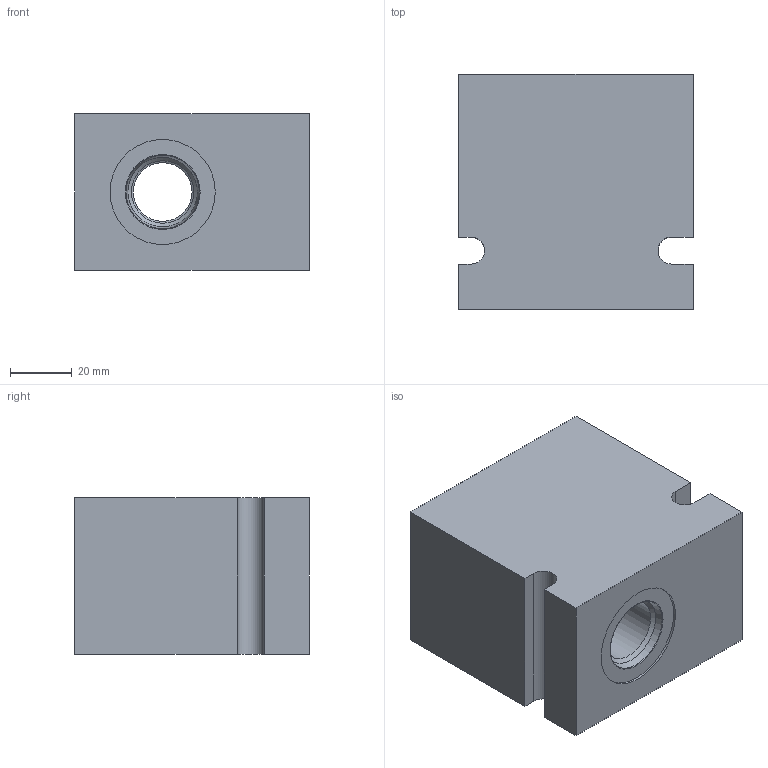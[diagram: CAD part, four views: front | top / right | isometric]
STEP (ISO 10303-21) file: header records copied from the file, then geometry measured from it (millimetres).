
FILE_DESCRIPTION((''),'2;1');
FILE_NAME('12-2-10T.stp','2015-06-04T14:44:52',('jml'),(''),'Autodesk Inventor 2010','Autodesk Inventor 2010','');
FILE_SCHEMA(('AUTOMOTIVE_DESIGN { 1 0 10303 214 1 1 1 1 }'));
Length unit declared in the file: inch
Products named in the file (1): 300184-10T
Bounding box: 76.2 x 76.2 x 50.8 mm (x, y, z)
Volume: 242879.2 mm3; surface area: 34731.9 mm2
Topology: 1 solids, 1 shells, 43 faces, 95 edges, 60 vertices
Faces by surface type: plane 18, bspline 10, cone 6, cylinder 5, torus 4
Full cylindrical faces by diameter (mm): 34.138 x2, 41.275 x1
Entity records: 1224 total; most frequent: CARTESIAN_POINT 372, DIRECTION 168, ORIENTED_EDGE 134, EDGE_LOOP 76, AXIS2_PLACEMENT_3D 68, EDGE_CURVE 67, VERTEX_POINT 55, FACE_OUTER_BOUND 43
